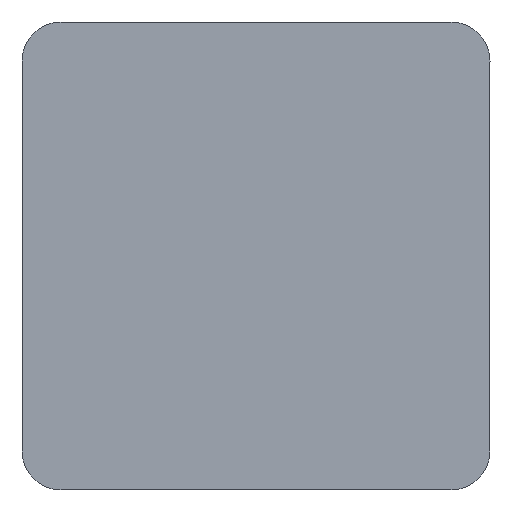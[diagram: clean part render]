
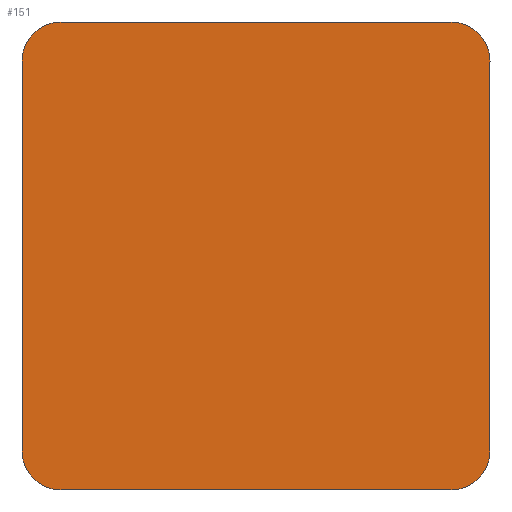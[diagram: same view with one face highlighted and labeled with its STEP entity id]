
A CAD part, top view. The second image highlights one B-rep face of the part: STEP entity #151.
In plain terms, the highlighted planar face has unit normal (0, 0, 1).
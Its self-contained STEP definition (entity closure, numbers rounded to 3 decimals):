
#103=VERTEX_POINT('',#224);
#107=EDGE_CURVE('',#171,#131,#228,.T.);
#109=EDGE_CURVE('',#131,#141,#230,.T.);
#117=VERTEX_POINT('',#239);
#121=VERTEX_POINT('',#243);
#123=EDGE_CURVE('',#141,#103,#245,.T.);
#131=VERTEX_POINT('',#254);
#133=EDGE_CURVE('',#147,#157,#256,.T.);
#141=VERTEX_POINT('',#267);
#145=EDGE_CURVE('',#103,#117,#272,.T.);
#147=VERTEX_POINT('',#274);
#149=EDGE_CURVE('',#117,#147,#276,.T.);
#151=ADVANCED_FACE('',(#278),#279,.T.);
#157=VERTEX_POINT('',#285);
#159=EDGE_CURVE('',#121,#171,#287,.T.);
#167=EDGE_CURVE('',#157,#121,#295,.T.);
#171=VERTEX_POINT('',#299);
#224=CARTESIAN_POINT('',(7.2,6.6,0.0));
#228=LINE('',#361,#362);
#230=CIRCLE('',#365,0.6);
#239=CARTESIAN_POINT('',(6.6,7.2,0.0));
#243=CARTESIAN_POINT('',(0.0,0.6,0.0));
#245=LINE('',#384,#385);
#254=CARTESIAN_POINT('',(6.6,0.0,0.0));
#256=CIRCLE('',#399,0.6);
#267=CARTESIAN_POINT('',(7.2,0.6,0.0));
#272=CIRCLE('',#416,0.6);
#274=CARTESIAN_POINT('',(0.6,7.2,0.0));
#276=LINE('',#421,#422);
#278=FACE_OUTER_BOUND('',#424,.T.);
#279=PLANE('',#425);
#285=CARTESIAN_POINT('',(0.,6.6,0.0));
#287=CIRCLE('',#436,0.6);
#295=LINE('',#450,#451);
#299=CARTESIAN_POINT('',(0.6,0.0,0.0));
#361=CARTESIAN_POINT('',(0.6,0.0,0.0));
#362=VECTOR('',#502,1.0);
#365=AXIS2_PLACEMENT_3D('',#503,#504,#505);
#384=CARTESIAN_POINT('',(7.2,0.6,0.0));
#385=VECTOR('',#518,1.0);
#399=AXIS2_PLACEMENT_3D('',#528,#529,#530);
#416=AXIS2_PLACEMENT_3D('',#563,#564,#565);
#421=CARTESIAN_POINT('',(6.6,7.2,0.0));
#422=VECTOR('',#566,1.0);
#424=EDGE_LOOP('',(#568,#569,#570,#571,#572,#573,#574,#575));
#425=AXIS2_PLACEMENT_3D('',#576,#577,#578);
#436=AXIS2_PLACEMENT_3D('',#580,#581,#582);
#450=CARTESIAN_POINT('',(0.0,6.6,0.0));
#451=VECTOR('',#588,1.0);
#502=DIRECTION('',(1.0,0.0,0.0));
#503=CARTESIAN_POINT('',(6.6,0.6,0.0));
#504=DIRECTION('',(0.0,0.0,1.0));
#505=DIRECTION('',(0.,-1.0,0.0));
#518=DIRECTION('',(0.0,1.0,0.0));
#528=CARTESIAN_POINT('',(0.6,6.6,0.0));
#529=DIRECTION('',(0.0,0.0,1.0));
#530=DIRECTION('',(0.,1.0,0.0));
#563=CARTESIAN_POINT('',(6.6,6.6,0.0));
#564=DIRECTION('',(0.0,-0.0,1.0));
#565=DIRECTION('',(1.0,0.,0.0));
#566=DIRECTION('',(-1.0,0.0,0.0));
#568=ORIENTED_EDGE('',*,*,#107,.T.);
#569=ORIENTED_EDGE('',*,*,#109,.T.);
#570=ORIENTED_EDGE('',*,*,#123,.T.);
#571=ORIENTED_EDGE('',*,*,#145,.T.);
#572=ORIENTED_EDGE('',*,*,#149,.T.);
#573=ORIENTED_EDGE('',*,*,#133,.T.);
#574=ORIENTED_EDGE('',*,*,#167,.T.);
#575=ORIENTED_EDGE('',*,*,#159,.T.);
#576=CARTESIAN_POINT('',(3.6,3.6,0.0));
#577=DIRECTION('',(0.0,0.0,1.0));
#578=DIRECTION('',(1.0,0.0,0.0));
#580=CARTESIAN_POINT('',(0.6,0.6,0.0));
#581=DIRECTION('',(0.0,0.0,1.0));
#582=DIRECTION('',(-1.0,0.,0.0));
#588=DIRECTION('',(0.0,-1.0,0.0));
